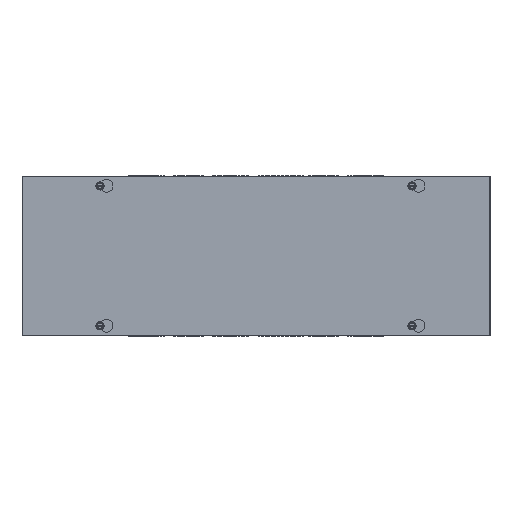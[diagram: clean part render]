
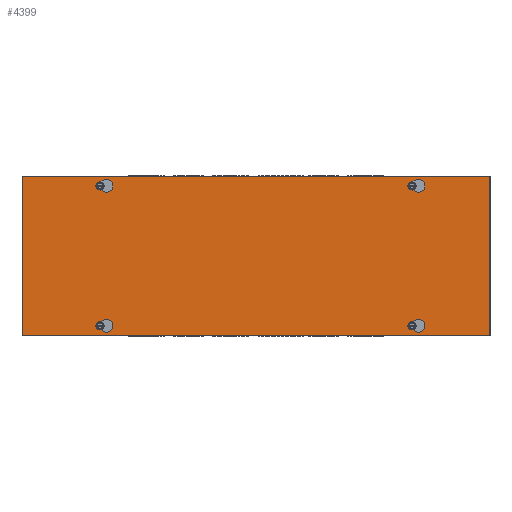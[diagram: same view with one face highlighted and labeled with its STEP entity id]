
A CAD part, top view. The second image highlights one B-rep face of the part: STEP entity #4399.
In plain terms, the highlighted planar face has unit normal (0, 0, 1).
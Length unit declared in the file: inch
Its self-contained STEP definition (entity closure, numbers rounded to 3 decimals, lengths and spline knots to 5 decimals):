
#365=LINE('',#7252,#661);
#370=LINE('',#7265,#666);
#373=LINE('',#7276,#669);
#377=LINE('',#7288,#673);
#381=LINE('',#7300,#677);
#386=LINE('',#7313,#682);
#389=LINE('',#7324,#685);
#393=LINE('',#7336,#689);
#395=LINE('',#7344,#691);
#399=LINE('',#7352,#695);
#402=LINE('',#7358,#698);
#405=LINE('',#7363,#701);
#661=VECTOR('',#5791,0.21651);
#666=VECTOR('',#5804,0.21651);
#669=VECTOR('',#5815,0.21651);
#673=VECTOR('',#5827,0.21651);
#677=VECTOR('',#5839,0.21651);
#682=VECTOR('',#5852,0.21651);
#685=VECTOR('',#5863,0.21651);
#689=VECTOR('',#5875,0.21651);
#691=VECTOR('',#5885,6.125);
#695=VECTOR('',#5891,18.);
#698=VECTOR('',#5896,6.125);
#701=VECTOR('',#5901,18.);
#854=PLANE('',#4823);
#1016=FACE_BOUND('',#1606,.T.);
#1017=FACE_BOUND('',#1607,.T.);
#1018=FACE_BOUND('',#1608,.T.);
#1019=FACE_BOUND('',#1609,.T.);
#1242=FACE_OUTER_BOUND('',#1605,.T.);
#1605=EDGE_LOOP('',(#3710,#3711,#3712,#3713));
#1606=EDGE_LOOP('',(#3714,#3715,#3716,#3717));
#1607=EDGE_LOOP('',(#3718,#3719,#3720,#3721));
#1608=EDGE_LOOP('',(#3722,#3723,#3724,#3725));
#1609=EDGE_LOOP('',(#3726,#3727,#3728,#3729));
#1869=CIRCLE('',#4789,0.25);
#1871=CIRCLE('',#4793,0.125);
#1873=CIRCLE('',#4797,0.25);
#1875=CIRCLE('',#4801,0.125);
#1877=CIRCLE('',#4805,0.25);
#1879=CIRCLE('',#4809,0.125);
#1881=CIRCLE('',#4813,0.25);
#1883=CIRCLE('',#4817,0.125);
#2198=VERTEX_POINT('',#7249);
#2199=VERTEX_POINT('',#7251);
#2201=VERTEX_POINT('',#7257);
#2203=VERTEX_POINT('',#7263);
#2206=VERTEX_POINT('',#7273);
#2207=VERTEX_POINT('',#7275);
#2209=VERTEX_POINT('',#7281);
#2211=VERTEX_POINT('',#7287);
#2214=VERTEX_POINT('',#7297);
#2215=VERTEX_POINT('',#7299);
#2217=VERTEX_POINT('',#7305);
#2219=VERTEX_POINT('',#7311);
#2222=VERTEX_POINT('',#7321);
#2223=VERTEX_POINT('',#7323);
#2225=VERTEX_POINT('',#7329);
#2227=VERTEX_POINT('',#7335);
#2228=VERTEX_POINT('',#7342);
#2229=VERTEX_POINT('',#7343);
#2232=VERTEX_POINT('',#7351);
#2234=VERTEX_POINT('',#7357);
#2696=EDGE_CURVE('',#2199,#2198,#365,.T.);
#2700=EDGE_CURVE('',#2198,#2201,#1869,.T.);
#2703=EDGE_CURVE('',#2201,#2203,#370,.T.);
#2705=EDGE_CURVE('',#2203,#2199,#1871,.T.);
#2708=EDGE_CURVE('',#2207,#2206,#373,.T.);
#2711=EDGE_CURVE('',#2209,#2207,#1873,.T.);
#2714=EDGE_CURVE('',#2211,#2209,#377,.T.);
#2717=EDGE_CURVE('',#2206,#2211,#1875,.T.);
#2720=EDGE_CURVE('',#2215,#2214,#381,.T.);
#2724=EDGE_CURVE('',#2214,#2217,#1877,.T.);
#2727=EDGE_CURVE('',#2217,#2219,#386,.T.);
#2729=EDGE_CURVE('',#2219,#2215,#1879,.T.);
#2732=EDGE_CURVE('',#2223,#2222,#389,.T.);
#2735=EDGE_CURVE('',#2225,#2223,#1881,.T.);
#2738=EDGE_CURVE('',#2227,#2225,#393,.T.);
#2741=EDGE_CURVE('',#2222,#2227,#1883,.T.);
#2742=EDGE_CURVE('',#2228,#2229,#395,.T.);
#2746=EDGE_CURVE('',#2229,#2232,#399,.T.);
#2749=EDGE_CURVE('',#2232,#2234,#402,.T.);
#2752=EDGE_CURVE('',#2234,#2228,#405,.T.);
#3710=ORIENTED_EDGE('',*,*,#2742,.F.);
#3711=ORIENTED_EDGE('',*,*,#2752,.F.);
#3712=ORIENTED_EDGE('',*,*,#2749,.F.);
#3713=ORIENTED_EDGE('',*,*,#2746,.F.);
#3714=ORIENTED_EDGE('',*,*,#2696,.T.);
#3715=ORIENTED_EDGE('',*,*,#2700,.T.);
#3716=ORIENTED_EDGE('',*,*,#2703,.T.);
#3717=ORIENTED_EDGE('',*,*,#2705,.T.);
#3718=ORIENTED_EDGE('',*,*,#2708,.T.);
#3719=ORIENTED_EDGE('',*,*,#2717,.T.);
#3720=ORIENTED_EDGE('',*,*,#2714,.T.);
#3721=ORIENTED_EDGE('',*,*,#2711,.T.);
#3722=ORIENTED_EDGE('',*,*,#2720,.T.);
#3723=ORIENTED_EDGE('',*,*,#2724,.T.);
#3724=ORIENTED_EDGE('',*,*,#2727,.T.);
#3725=ORIENTED_EDGE('',*,*,#2729,.T.);
#3726=ORIENTED_EDGE('',*,*,#2732,.T.);
#3727=ORIENTED_EDGE('',*,*,#2741,.T.);
#3728=ORIENTED_EDGE('',*,*,#2738,.T.);
#3729=ORIENTED_EDGE('',*,*,#2735,.T.);
#4399=ADVANCED_FACE('',(#1242,#1016,#1017,#1018,#1019),#854,.T.);
#4789=AXIS2_PLACEMENT_3D('',#7259,#5798,#5799);
#4793=AXIS2_PLACEMENT_3D('',#7268,#5809,#5810);
#4797=AXIS2_PLACEMENT_3D('',#7282,#5821,#5822);
#4801=AXIS2_PLACEMENT_3D('',#7292,#5833,#5834);
#4805=AXIS2_PLACEMENT_3D('',#7307,#5846,#5847);
#4809=AXIS2_PLACEMENT_3D('',#7316,#5857,#5858);
#4813=AXIS2_PLACEMENT_3D('',#7330,#5869,#5870);
#4817=AXIS2_PLACEMENT_3D('',#7340,#5881,#5882);
#4823=AXIS2_PLACEMENT_3D('',#7366,#5905,#5906);
#5791=DIRECTION('',(-0.866,-0.5,0.));
#5798=DIRECTION('center_axis',(0.,0.,-1.));
#5799=DIRECTION('ref_axis',(0.5,-0.866,0.));
#5804=DIRECTION('',(0.866,-0.5,0.));
#5809=DIRECTION('center_axis',(0.,0.,-1.));
#5810=DIRECTION('ref_axis',(0.5,0.866,0.));
#5815=DIRECTION('',(0.866,-0.5,0.));
#5821=DIRECTION('center_axis',(0.,0.,-1.));
#5822=DIRECTION('ref_axis',(0.5,0.866,0.));
#5827=DIRECTION('',(-0.866,-0.5,0.));
#5833=DIRECTION('center_axis',(0.,0.,-1.));
#5834=DIRECTION('ref_axis',(0.5,-0.866,0.));
#5839=DIRECTION('',(-0.866,-0.5,0.));
#5846=DIRECTION('center_axis',(0.,0.,-1.));
#5847=DIRECTION('ref_axis',(0.5,-0.866,0.));
#5852=DIRECTION('',(0.866,-0.5,0.));
#5857=DIRECTION('center_axis',(0.,0.,-1.));
#5858=DIRECTION('ref_axis',(0.5,0.866,0.));
#5863=DIRECTION('',(0.866,-0.5,0.));
#5869=DIRECTION('center_axis',(0.,0.,-1.));
#5870=DIRECTION('ref_axis',(0.5,0.866,0.));
#5875=DIRECTION('',(-0.866,-0.5,0.));
#5881=DIRECTION('center_axis',(0.,0.,-1.));
#5882=DIRECTION('ref_axis',(0.5,-0.866,0.));
#5885=DIRECTION('',(0.,1.,0.));
#5891=DIRECTION('',(1.,0.,0.));
#5896=DIRECTION('',(0.,-1.,0.));
#5901=DIRECTION('',(-1.,0.,0.));
#5905=DIRECTION('center_axis',(0.,0.,1.));
#5906=DIRECTION('ref_axis',(1.,0.,0.));
#7249=CARTESIAN_POINT('',(14.875,5.53549,0.0625));
#7251=CARTESIAN_POINT('',(15.0625,5.64375,0.0625));
#7252=CARTESIAN_POINT('',(12.23021,4.00852,0.0625));
#7257=CARTESIAN_POINT('',(14.875,5.96851,0.0625));
#7259=CARTESIAN_POINT('Origin',(14.75,5.752,0.0625));
#7263=CARTESIAN_POINT('',(15.0625,5.86025,0.0625));
#7265=CARTESIAN_POINT('',(13.30104,6.87723,0.0625));
#7268=CARTESIAN_POINT('Origin',(15.,5.752,0.0625));
#7273=CARTESIAN_POINT('',(15.0625,0.48125,0.0625));
#7275=CARTESIAN_POINT('',(14.875,0.58951,0.0625));
#7276=CARTESIAN_POINT('',(12.23021,2.11648,0.0625));
#7281=CARTESIAN_POINT('',(14.875,0.15649,0.0625));
#7282=CARTESIAN_POINT('Origin',(14.75,0.373,0.0625));
#7287=CARTESIAN_POINT('',(15.0625,0.26475,0.0625));
#7288=CARTESIAN_POINT('',(13.30104,-0.75223,0.0625));
#7292=CARTESIAN_POINT('Origin',(15.,0.373,0.0625));
#7297=CARTESIAN_POINT('',(2.875,5.53549,0.0625));
#7299=CARTESIAN_POINT('',(3.0625,5.64375,0.0625));
#7300=CARTESIAN_POINT('',(4.73021,6.6066,0.0625));
#7305=CARTESIAN_POINT('',(2.875,5.96851,0.0625));
#7307=CARTESIAN_POINT('Origin',(2.75,5.752,0.0625));
#7311=CARTESIAN_POINT('',(3.0625,5.86025,0.0625));
#7313=CARTESIAN_POINT('',(5.80104,4.27915,0.0625));
#7316=CARTESIAN_POINT('Origin',(3.,5.752,0.0625));
#7321=CARTESIAN_POINT('',(3.0625,0.48125,0.0625));
#7323=CARTESIAN_POINT('',(2.875,0.58951,0.0625));
#7324=CARTESIAN_POINT('',(4.73021,-0.4816,0.0625));
#7329=CARTESIAN_POINT('',(2.875,0.15649,0.0625));
#7330=CARTESIAN_POINT('Origin',(2.75,0.373,0.0625));
#7335=CARTESIAN_POINT('',(3.0625,0.26475,0.0625));
#7336=CARTESIAN_POINT('',(5.80104,1.84585,0.0625));
#7340=CARTESIAN_POINT('Origin',(3.,0.373,0.0625));
#7342=CARTESIAN_POINT('',(0.,0.,0.0625));
#7343=CARTESIAN_POINT('',(0.,6.125,0.0625));
#7344=CARTESIAN_POINT('',(0.,6.125,0.0625));
#7351=CARTESIAN_POINT('',(18.,6.125,0.0625));
#7352=CARTESIAN_POINT('',(18.,6.125,0.0625));
#7357=CARTESIAN_POINT('',(18.,0.,0.0625));
#7358=CARTESIAN_POINT('',(18.,0.,0.0625));
#7363=CARTESIAN_POINT('',(0.,0.,0.0625));
#7366=CARTESIAN_POINT('Origin',(9.,3.0625,0.0625));
